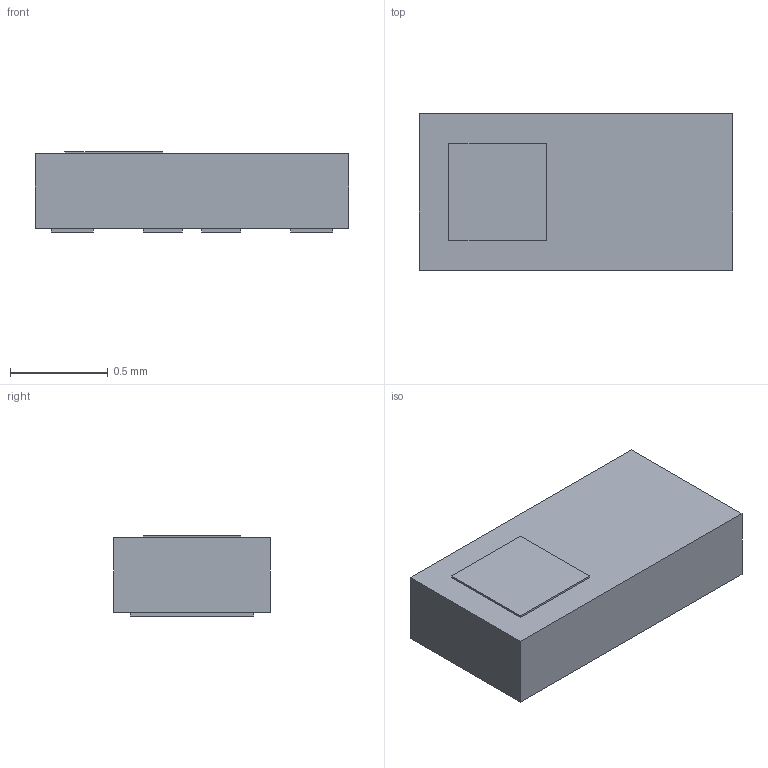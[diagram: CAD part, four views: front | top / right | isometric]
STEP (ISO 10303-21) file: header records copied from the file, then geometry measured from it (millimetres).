
FILE_DESCRIPTION (( 'STEP AP214' ), '1' );
FILE_NAME ('User Library-ANT016008LCS2442MA2.STEP', '2024-05-03T08:50:21', ( '' ), ( '' ), 'SwSTEP 2.0', 'SolidWorks 2022', '' );
FILE_SCHEMA (( 'AUTOMOTIVE_DESIGN' ));
Length unit declared in the file: centimetre
Products named in the file (4): Imported_3; Imported_2; User Library-ANT016008LCS2442MA2; Imported
Assembly tree (3 placements, depth 2):
  User Library-ANT016008LCS2442MA2
    Imported
    Imported_2
    Imported_3
Bounding box: 1.6 x 0.8 x 0.41 mm (x, y, z)
Volume: 0.5 mm3; surface area: 6 mm2
Topology: 8 solids, 8 shells, 48 faces, 96 edges, 64 vertices
Faces by surface type: plane 48
Entity records: 1947 total; most frequent: CARTESIAN_POINT 214, DIRECTION 204, ORIENTED_EDGE 192, EDGE_CURVE 96, VECTOR 96, LINE 96, VERTEX_POINT 64, UNCERTAINTY_MEASURE_WITH_UNIT 63
